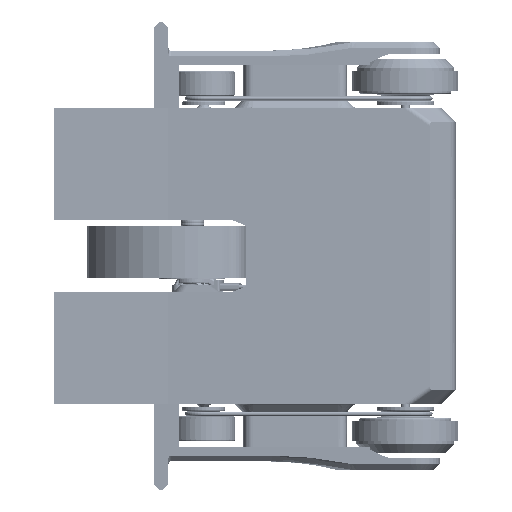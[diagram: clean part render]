
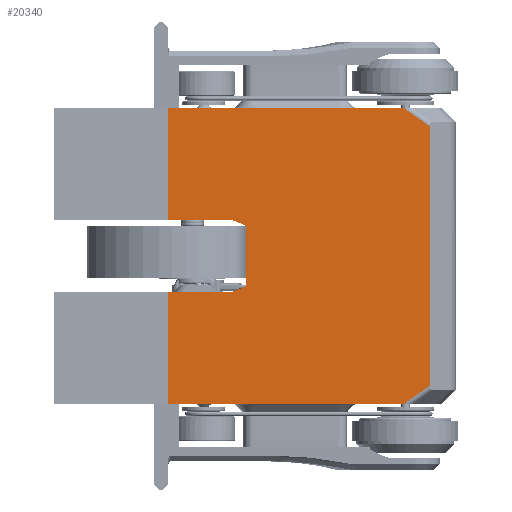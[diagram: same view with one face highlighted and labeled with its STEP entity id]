
A CAD part, front view. The second image highlights one B-rep face of the part: STEP entity #20340.
In plain terms, the highlighted face is planar.
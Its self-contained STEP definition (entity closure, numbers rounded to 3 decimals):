
#3312=DIRECTION('',(0.,-1.,0.));
#3313=VECTOR('',#3312,22.307);
#3314=CARTESIAN_POINT('',(-12.5,58.35,4.));
#3315=LINE('',#3314,#3313);
#4301=DIRECTION('',(0.,1.,0.));
#4302=VECTOR('',#4301,82.075);
#4303=CARTESIAN_POINT('',(-51.5,-23.725,4.));
#4304=LINE('',#4303,#4302);
#4519=DIRECTION('',(-1.,0.,0.));
#4520=VECTOR('',#4519,90.378);
#4521=CARTESIAN_POINT('',(45.189,-32.65,4.));
#4522=LINE('',#4521,#4520);
#4547=DIRECTION('',(0.,-1.,0.));
#4548=VECTOR('',#4547,82.075);
#4549=CARTESIAN_POINT('',(51.5,58.35,4.));
#4550=LINE('',#4549,#4548);
#4806=DIRECTION('',(0.577,-0.816,0.));
#4807=VECTOR('',#4806,10.931);
#4808=CARTESIAN_POINT('',(-51.5,-23.725,4.));
#4809=LINE('',#4808,#4807);
#4813=DIRECTION('',(-0.384,0.923,0.));
#4814=VECTOR('',#4813,5.208);
#4815=CARTESIAN_POINT('',(-10.5,31.235,4.));
#4816=LINE('',#4815,#4814);
#4820=DIRECTION('',(-0.384,-0.923,0.));
#4821=VECTOR('',#4820,5.208);
#4822=CARTESIAN_POINT('',(12.5,36.043,4.));
#4823=LINE('',#4822,#4821);
#4827=DIRECTION('',(0.577,0.816,0.));
#4828=VECTOR('',#4827,10.931);
#4829=CARTESIAN_POINT('',(45.189,-32.65,4.));
#4830=LINE('',#4829,#4828);
#4834=CARTESIAN_POINT('',(-51.5,-23.725,4.));
#4875=DIRECTION('',(1.,0.,0.));
#4876=VECTOR('',#4875,39.);
#4877=CARTESIAN_POINT('',(-51.5,58.35,4.));
#4878=LINE('',#4877,#4876);
#11255=DIRECTION('',(1.,0.,0.));
#11256=VECTOR('',#11255,39.);
#11257=CARTESIAN_POINT('',(12.5,58.35,4.));
#11258=LINE('',#11257,#11256);
#11355=DIRECTION('',(0.,1.,0.));
#11356=VECTOR('',#11355,22.307);
#11357=CARTESIAN_POINT('',(12.5,36.043,4.));
#11358=LINE('',#11357,#11356);
#11575=DIRECTION('',(1.,0.,0.));
#11576=VECTOR('',#11575,21.);
#11577=CARTESIAN_POINT('',(-10.5,31.235,4.));
#11578=LINE('',#11577,#11576);
#16311=CARTESIAN_POINT('',(12.5,36.043,4.));
#16312=CARTESIAN_POINT('',(12.5,58.35,4.));
#16313=VERTEX_POINT('',#16311);
#16314=VERTEX_POINT('',#16312);
#16458=CARTESIAN_POINT('',(45.189,-32.65,4.));
#16459=CARTESIAN_POINT('',(51.5,-23.725,4.));
#16460=VERTEX_POINT('',#16458);
#16461=VERTEX_POINT('',#16459);
#16593=CARTESIAN_POINT('',(-10.5,31.235,4.));
#16594=CARTESIAN_POINT('',(10.5,31.235,4.));
#16595=VERTEX_POINT('',#16593);
#16596=VERTEX_POINT('',#16594);
#16634=CARTESIAN_POINT('',(51.5,58.35,4.));
#16635=VERTEX_POINT('',#16634);
#16641=CARTESIAN_POINT('',(-45.189,-32.65,4.));
#16642=VERTEX_POINT('',#16641);
#16745=CARTESIAN_POINT('',(-12.5,36.043,4.));
#16746=VERTEX_POINT('',#16745);
#16836=VERTEX_POINT('',#4834);
#17293=CARTESIAN_POINT('',(-12.5,58.35,4.));
#17294=VERTEX_POINT('',#17293);
#17295=CARTESIAN_POINT('',(-51.5,58.35,4.));
#17296=VERTEX_POINT('',#17295);
#20313=CARTESIAN_POINT('',(0.,0.,4.));
#20314=DIRECTION('',(0.,0.,-1.));
#20315=DIRECTION('',(-1.,0.,0.));
#20316=AXIS2_PLACEMENT_3D('',#20313,#20314,#20315);
#20317=PLANE('',#20316);
#20318=ORIENTED_EDGE('',*,*,#20188,.T.);
#20320=ORIENTED_EDGE('',*,*,#20319,.F.);
#20321=ORIENTED_EDGE('',*,*,#20088,.T.);
#20323=ORIENTED_EDGE('',*,*,#20322,.T.);
#20324=ORIENTED_EDGE('',*,*,#18200,.T.);
#20326=ORIENTED_EDGE('',*,*,#20325,.F.);
#20328=ORIENTED_EDGE('',*,*,#20327,.T.);
#20330=ORIENTED_EDGE('',*,*,#20329,.F.);
#20332=ORIENTED_EDGE('',*,*,#20331,.T.);
#20334=ORIENTED_EDGE('',*,*,#20333,.T.);
#20335=ORIENTED_EDGE('',*,*,#20217,.T.);
#20337=ORIENTED_EDGE('',*,*,#20336,.F.);
#20338=EDGE_LOOP('',(#20318,#20320,#20321,#20323,#20324,#20326,#20328,#20330,
#20332,#20334,#20335,#20337));
#20339=FACE_OUTER_BOUND('',#20338,.F.);
#18200=EDGE_CURVE('',#17294,#16746,#3315,.T.);
#20088=EDGE_CURVE('',#16836,#17296,#4304,.T.);
#20188=EDGE_CURVE('',#16460,#16642,#4522,.T.);
#20217=EDGE_CURVE('',#16635,#16461,#4550,.T.);
#20319=EDGE_CURVE('',#16836,#16642,#4809,.T.);
#20322=EDGE_CURVE('',#17296,#17294,#4878,.T.);
#20325=EDGE_CURVE('',#16595,#16746,#4816,.T.);
#20327=EDGE_CURVE('',#16595,#16596,#11578,.T.);
#20329=EDGE_CURVE('',#16313,#16596,#4823,.T.);
#20331=EDGE_CURVE('',#16313,#16314,#11358,.T.);
#20333=EDGE_CURVE('',#16314,#16635,#11258,.T.);
#20336=EDGE_CURVE('',#16460,#16461,#4830,.T.);
#20340=ADVANCED_FACE('',(#20339),#20317,.F.);
